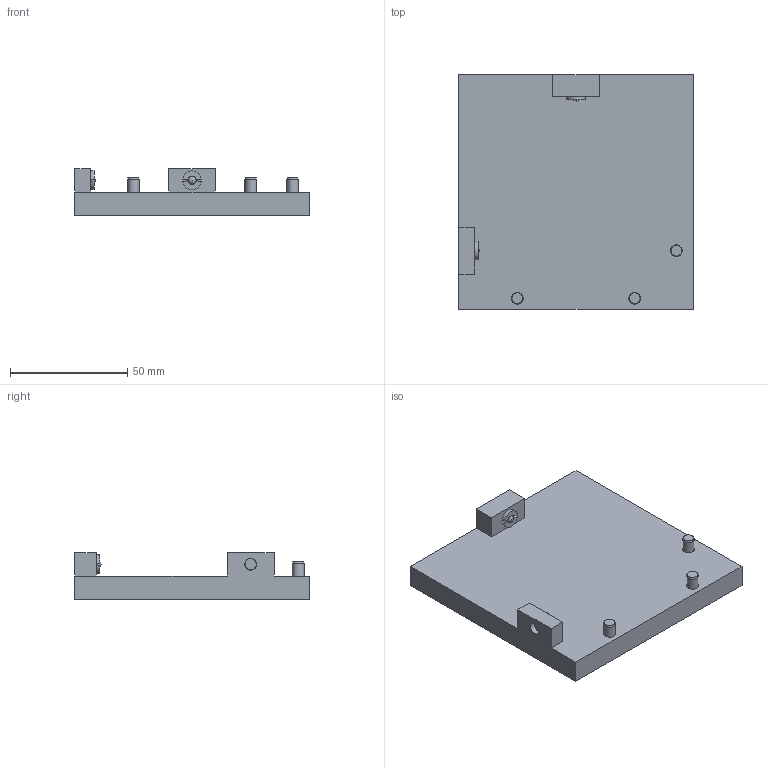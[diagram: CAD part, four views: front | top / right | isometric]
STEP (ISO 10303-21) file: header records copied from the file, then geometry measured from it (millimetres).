
FILE_DESCRIPTION(/* description */ (''),/* implementation_level */ '2;1');
FILE_NAME(/* name */ 'SFM-GRUNDPLATTE',/* time_stamp */ '2019-04-04T12:02:02+02:00',/* author */ (''),/* organization */ (''),/* preprocessor_version */ 'ST-DEVELOPER v16.5',/* originating_system */ 'HiCAD 2018 2302.0 Build 339',/* authorisation */ '');
FILE_SCHEMA (('AUTOMOTIVE_DESIGN { 1 0 10303 214 1 1 1 1 }'));
Length unit declared in the file: millimetre
Products named in the file (12): Root; Grundplatte_Baugruppe; ISO 2338-5x12-A1-70_Zylinderstifte; SFM-Grundplatte; FBPJS6; _FBPJS6mb; _FBPJS6b
Assembly tree (11 placements, depth 4):
  Root
    Grundplatte_Baugruppe
      ISO 2338-5x12-A1-70_Zylinderstifte
      ISO 2338-5x12-A1-70_Zylinderstifte
      ISO 2338-5x12-A1-70_Zylinderstifte
      SFM-Grundplatte
      FBPJS6
        _FBPJS6mb
        _FBPJS6b
      FBPJS6
        _FBPJS6mb
        _FBPJS6b
Bounding box: 100 x 100 x 20 mm (x, y, z)
Volume: 103494.6 mm3; surface area: 26964.6 mm2
Topology: 8 solids, 8 shells, 85 faces, 199 edges, 126 vertices
Faces by surface type: plane 48, cylinder 18, cone 13, sphere 6
Full cylindrical faces by diameter (mm): 4.4 x2, 4.773 x2, 5 x8, 6 x2
Entity records: 3988 total; most frequent: DIRECTION 442, CARTESIAN_POINT 378, PRESENTATION_STYLE_ASSIGNMENT 320, COLOUR_RGB 316, DRAUGHTING_PRE_DEFINED_CURVE_FONT 312, CURVE_STYLE 312, OVER_RIDING_STYLED_ITEM 312, ORIENTED_EDGE 312
